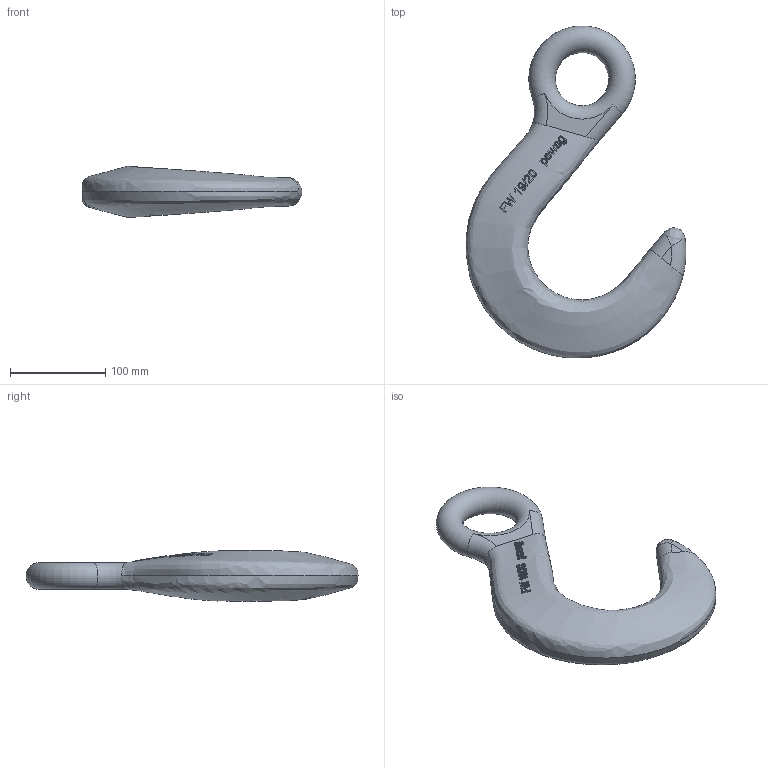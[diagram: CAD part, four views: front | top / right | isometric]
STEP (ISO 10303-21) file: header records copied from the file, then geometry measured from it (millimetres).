
FILE_DESCRIPTION(/* description */ (''),/* implementation_level */ '2;1');
FILE_NAME(/* name */ 'pewag_FW_19-20',/* time_stamp */ '2010-01-25T13:50:51+01:00',/* author */ (''),/* organization */ (''),/* preprocessor_version */ 'ST-DEVELOPER v9',/* originating_system */ 'UGS - NX 4.0',/* authorisation */ '');
FILE_SCHEMA (('AUTOMOTIVE_DESIGN { 1 0 10303 214 1 1 1 1 }'));
Length unit declared in the file: millimetre
Products named in the file (1): rit415Fsg6n
Bounding box: 230.92 x 348.79 x 53.91 mm (x, y, z)
Volume: 1081302.7 mm3; surface area: 98014.5 mm2
Topology: 1 solids, 1 shells, 199 faces, 539 edges, 357 vertices
Faces by surface type: extrusion 103, plane 70, bspline 21, torus 3, cylinder 2
Entity records: 21434 total; most frequent: CARTESIAN_POINT 17172, ORIENTED_EDGE 1070, EDGE_CURVE 535, B_SPLINE_CURVE_WITH_KNOTS 457, DIRECTION 444, VERTEX_POINT 356, VECTOR 276, EDGE_LOOP 217
